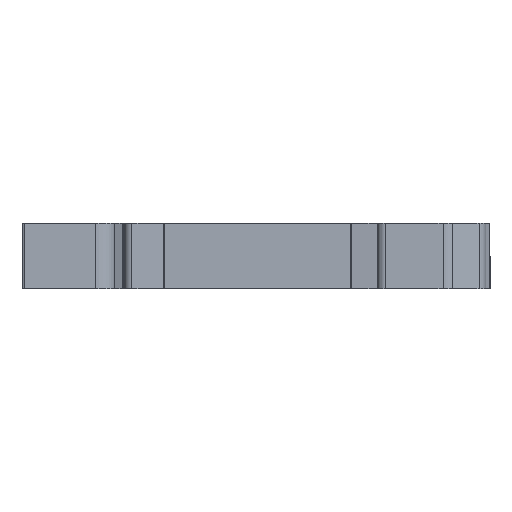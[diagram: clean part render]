
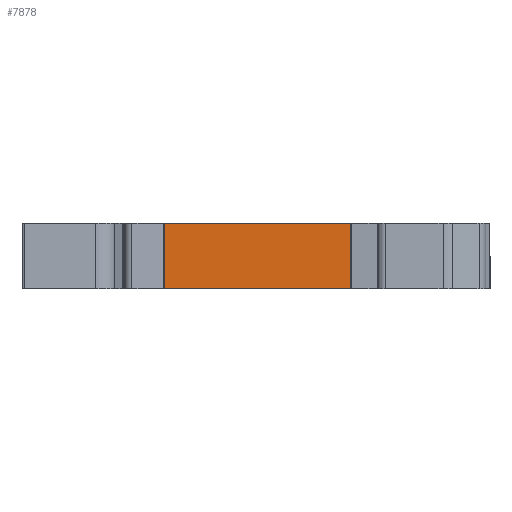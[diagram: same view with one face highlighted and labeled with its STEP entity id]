
A CAD part, front view. The second image highlights one B-rep face of the part: STEP entity #7878.
In plain terms, the highlighted planar face has unit normal (0, -1, 0).
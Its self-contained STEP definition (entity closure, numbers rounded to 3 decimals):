
#91 = PLANE('',#92);
#92 = AXIS2_PLACEMENT_3D('',#93,#94,#95);
#93 = CARTESIAN_POINT('',(0.,0.,0.));
#94 = DIRECTION('',(0.,0.,1.));
#95 = DIRECTION('',(1.,0.,0.));
#145 = PLANE('',#146);
#146 = AXIS2_PLACEMENT_3D('',#147,#148,#149);
#147 = CARTESIAN_POINT('',(0.,0.,-8.1));
#148 = DIRECTION('',(0.,0.,1.));
#149 = DIRECTION('',(1.,0.,0.));
#3471 = VERTEX_POINT('',#3472);
#3472 = CARTESIAN_POINT('',(11.721,0.3,0.));
#3487 = CYLINDRICAL_SURFACE('',#3488,1.);
#3488 = AXIS2_PLACEMENT_3D('',#3489,#3490,#3491);
#3489 = CARTESIAN_POINT('',(11.721,-0.7,0.));
#3490 = DIRECTION('',(0.,0.,1.));
#3491 = DIRECTION('',(1.,0.,0.));
#3499 = EDGE_CURVE('',#3500,#3471,#3502,.T.);
#3500 = VERTEX_POINT('',#3501);
#3501 = CARTESIAN_POINT('',(-11.321,0.3,0.));
#3502 = SURFACE_CURVE('',#3503,(#3507,#3514),.PCURVE_S1.);
#3503 = LINE('',#3504,#3505);
#3504 = CARTESIAN_POINT('',(-11.321,0.3,0.));
#3505 = VECTOR('',#3506,1.);
#3506 = DIRECTION('',(1.,0.,0.));
#3507 = PCURVE('',#91,#3508);
#3508 = DEFINITIONAL_REPRESENTATION('',(#3509),#3513);
#3509 = LINE('',#3510,#3511);
#3510 = CARTESIAN_POINT('',(-11.321,0.3));
#3511 = VECTOR('',#3512,1.);
#3512 = DIRECTION('',(1.,0.));
#3513 = ( GEOMETRIC_REPRESENTATION_CONTEXT(2) 
PARAMETRIC_REPRESENTATION_CONTEXT() REPRESENTATION_CONTEXT('2D SPACE',''
  ) );
#3514 = PCURVE('',#3515,#3520);
#3515 = PLANE('',#3516);
#3516 = AXIS2_PLACEMENT_3D('',#3517,#3518,#3519);
#3517 = CARTESIAN_POINT('',(11.721,0.3,0.));
#3518 = DIRECTION('',(0.,1.,0.));
#3519 = DIRECTION('',(-1.,0.,0.));
#3520 = DEFINITIONAL_REPRESENTATION('',(#3521),#3525);
#3521 = LINE('',#3522,#3523);
#3522 = CARTESIAN_POINT('',(23.042,0.));
#3523 = VECTOR('',#3524,1.);
#3524 = DIRECTION('',(-1.,0.));
#3525 = ( GEOMETRIC_REPRESENTATION_CONTEXT(2) 
PARAMETRIC_REPRESENTATION_CONTEXT() REPRESENTATION_CONTEXT('2D SPACE',''
  ) );
#3544 = CYLINDRICAL_SURFACE('',#3545,1.);
#3545 = AXIS2_PLACEMENT_3D('',#3546,#3547,#3548);
#3546 = CARTESIAN_POINT('',(-11.321,-0.7,0.));
#3547 = DIRECTION('',(0.,0.,1.));
#3548 = DIRECTION('',(1.,0.,0.));
#7335 = VERTEX_POINT('',#7336);
#7336 = CARTESIAN_POINT('',(-11.321,0.3,-8.1));
#7358 = EDGE_CURVE('',#7359,#7335,#7361,.T.);
#7359 = VERTEX_POINT('',#7360);
#7360 = CARTESIAN_POINT('',(11.721,0.3,-8.1));
#7361 = SURFACE_CURVE('',#7362,(#7366,#7373),.PCURVE_S1.);
#7362 = LINE('',#7363,#7364);
#7363 = CARTESIAN_POINT('',(11.721,0.3,-8.1));
#7364 = VECTOR('',#7365,1.);
#7365 = DIRECTION('',(-1.,0.,0.));
#7366 = PCURVE('',#145,#7367);
#7367 = DEFINITIONAL_REPRESENTATION('',(#7368),#7372);
#7368 = LINE('',#7369,#7370);
#7369 = CARTESIAN_POINT('',(11.721,0.3));
#7370 = VECTOR('',#7371,1.);
#7371 = DIRECTION('',(-1.,0.));
#7372 = ( GEOMETRIC_REPRESENTATION_CONTEXT(2) 
PARAMETRIC_REPRESENTATION_CONTEXT() REPRESENTATION_CONTEXT('2D SPACE',''
  ) );
#7373 = PCURVE('',#3515,#7374);
#7374 = DEFINITIONAL_REPRESENTATION('',(#7375),#7379);
#7375 = LINE('',#7376,#7377);
#7376 = CARTESIAN_POINT('',(0.,-8.1));
#7377 = VECTOR('',#7378,1.);
#7378 = DIRECTION('',(1.,0.));
#7379 = ( GEOMETRIC_REPRESENTATION_CONTEXT(2) 
PARAMETRIC_REPRESENTATION_CONTEXT() REPRESENTATION_CONTEXT('2D SPACE',''
  ) );
#7858 = EDGE_CURVE('',#3471,#7359,#7859,.T.);
#7859 = SURFACE_CURVE('',#7860,(#7864,#7871),.PCURVE_S1.);
#7860 = LINE('',#7861,#7862);
#7861 = CARTESIAN_POINT('',(11.721,0.3,0.));
#7862 = VECTOR('',#7863,1.);
#7863 = DIRECTION('',(0.,0.,-1.));
#7864 = PCURVE('',#3487,#7865);
#7865 = DEFINITIONAL_REPRESENTATION('',(#7866),#7870);
#7866 = LINE('',#7867,#7868);
#7867 = CARTESIAN_POINT('',(1.571,0.));
#7868 = VECTOR('',#7869,1.);
#7869 = DIRECTION('',(0.,-1.));
#7870 = ( GEOMETRIC_REPRESENTATION_CONTEXT(2) 
PARAMETRIC_REPRESENTATION_CONTEXT() REPRESENTATION_CONTEXT('2D SPACE',''
  ) );
#7871 = PCURVE('',#3515,#7872);
#7872 = DEFINITIONAL_REPRESENTATION('',(#7873),#7877);
#7873 = LINE('',#7874,#7875);
#7874 = CARTESIAN_POINT('',(0.,0.));
#7875 = VECTOR('',#7876,1.);
#7876 = DIRECTION('',(0.,-1.));
#7877 = ( GEOMETRIC_REPRESENTATION_CONTEXT(2) 
PARAMETRIC_REPRESENTATION_CONTEXT() REPRESENTATION_CONTEXT('2D SPACE',''
  ) );
#7878 = ADVANCED_FACE('',(#7879),#3515,.F.);
#7879 = FACE_BOUND('',#7880,.F.);
#7880 = EDGE_LOOP('',(#7881,#7882,#7903,#7904));
#7881 = ORIENTED_EDGE('',*,*,#7358,.T.);
#7882 = ORIENTED_EDGE('',*,*,#7883,.F.);
#7883 = EDGE_CURVE('',#3500,#7335,#7884,.T.);
#7884 = SURFACE_CURVE('',#7885,(#7889,#7896),.PCURVE_S1.);
#7885 = LINE('',#7886,#7887);
#7886 = CARTESIAN_POINT('',(-11.321,0.3,0.));
#7887 = VECTOR('',#7888,1.);
#7888 = DIRECTION('',(0.,0.,-1.));
#7889 = PCURVE('',#3515,#7890);
#7890 = DEFINITIONAL_REPRESENTATION('',(#7891),#7895);
#7891 = LINE('',#7892,#7893);
#7892 = CARTESIAN_POINT('',(23.042,0.));
#7893 = VECTOR('',#7894,1.);
#7894 = DIRECTION('',(0.,-1.));
#7895 = ( GEOMETRIC_REPRESENTATION_CONTEXT(2) 
PARAMETRIC_REPRESENTATION_CONTEXT() REPRESENTATION_CONTEXT('2D SPACE',''
  ) );
#7896 = PCURVE('',#3544,#7897);
#7897 = DEFINITIONAL_REPRESENTATION('',(#7898),#7902);
#7898 = LINE('',#7899,#7900);
#7899 = CARTESIAN_POINT('',(1.571,0.));
#7900 = VECTOR('',#7901,1.);
#7901 = DIRECTION('',(0.,-1.));
#7902 = ( GEOMETRIC_REPRESENTATION_CONTEXT(2) 
PARAMETRIC_REPRESENTATION_CONTEXT() REPRESENTATION_CONTEXT('2D SPACE',''
  ) );
#7903 = ORIENTED_EDGE('',*,*,#3499,.T.);
#7904 = ORIENTED_EDGE('',*,*,#7858,.T.);
